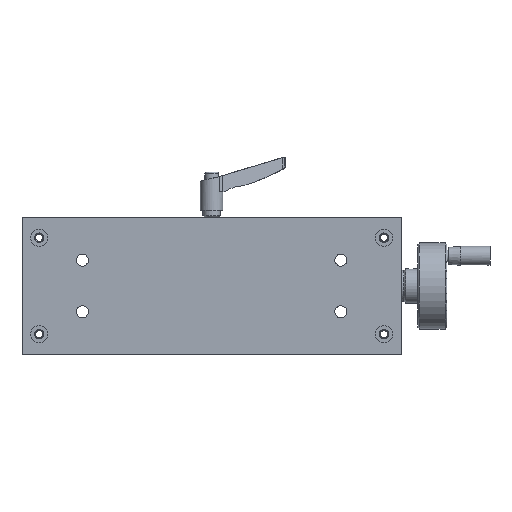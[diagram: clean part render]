
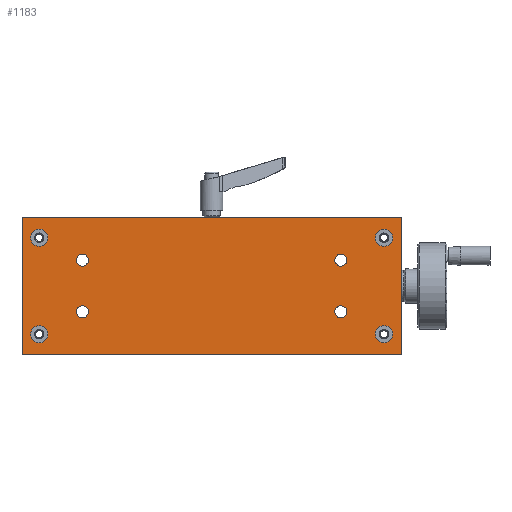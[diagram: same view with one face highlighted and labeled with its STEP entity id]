
A CAD part, front view. The second image highlights one B-rep face of the part: STEP entity #1183.
In plain terms, the highlighted planar face has unit normal (0, -1, 0).
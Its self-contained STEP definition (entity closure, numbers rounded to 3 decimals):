
#30 = EDGE_CURVE ( 'NONE', #1985, #1985, #3535, .T. ) ;
#84 = DIRECTION ( 'NONE',  ( 0., 1., 0. ) ) ;
#126 = DIRECTION ( 'NONE',  ( 0., 0., 1. ) ) ;
#141 = CARTESIAN_POINT ( 'NONE',  ( 75., 0., -11.5 ) ) ;
#149 = EDGE_CURVE ( 'NONE', #1867, #1867, #5121, .T. ) ;
#193 = ORIENTED_EDGE ( 'NONE', *, *, #5657, .F. ) ;
#242 = ORIENTED_EDGE ( 'NONE', *, *, #5875, .F. ) ;
#243 = EDGE_LOOP ( 'NONE', ( #6029 ) ) ;
#481 = DIRECTION ( 'NONE',  ( 0., 0., 1. ) ) ;
#487 = EDGE_CURVE ( 'NONE', #4258, #3606, #2176, .T. ) ;
#524 = CIRCLE ( 'NONE', #4760, 5. ) ;
#550 = AXIS2_PLACEMENT_3D ( 'NONE', #1456, #5802, #2413 ) ;
#592 = CARTESIAN_POINT ( 'NONE',  ( -110., 0., 40. ) ) ;
#676 = FACE_BOUND ( 'NONE', #3003, .T. ) ;
#716 = CARTESIAN_POINT ( 'NONE',  ( -75., 0., 15. ) ) ;
#737 = EDGE_LOOP ( 'NONE', ( #1613 ) ) ;
#817 = EDGE_LOOP ( 'NONE', ( #4414 ) ) ;
#872 = DIRECTION ( 'NONE',  ( 0., 0., 1. ) ) ;
#911 = EDGE_CURVE ( 'NONE', #3891, #3891, #5325, .T. ) ;
#927 = CARTESIAN_POINT ( 'NONE',  ( 75., 0., 18.5 ) ) ;
#1027 = DIRECTION ( 'NONE',  ( 0., 0., 1. ) ) ;
#1038 = VERTEX_POINT ( 'NONE', #141 ) ;
#1043 = DIRECTION ( 'NONE',  ( 0., 0., -1. ) ) ;
#1091 = DIRECTION ( 'NONE',  ( 0., -1., 0. ) ) ;
#1183 = ADVANCED_FACE ( 'NONE', ( #3888, #3482, #3457, #3923, #2074, #4385, #1481, #2970, #676 ), #1546, .F. ) ;
#1229 = VECTOR ( 'NONE', #1043, 1000. ) ;
#1249 = DIRECTION ( 'NONE',  ( 0., -1., 0. ) ) ;
#1347 = ORIENTED_EDGE ( 'NONE', *, *, #1859, .F. ) ;
#1456 = CARTESIAN_POINT ( 'NONE',  ( 75., 0., -15. ) ) ;
#1481 = FACE_BOUND ( 'NONE', #3244, .T. ) ;
#1546 = PLANE ( 'NONE',  #6013 ) ;
#1586 = AXIS2_PLACEMENT_3D ( 'NONE', #4512, #3639, #4106 ) ;
#1613 = ORIENTED_EDGE ( 'NONE', *, *, #4955, .F. ) ;
#1655 = CARTESIAN_POINT ( 'NONE',  ( -110., 0., 40. ) ) ;
#1841 = CARTESIAN_POINT ( 'NONE',  ( 75., 0., 15. ) ) ;
#1859 = EDGE_CURVE ( 'NONE', #4447, #4447, #2299, .T. ) ;
#1867 = VERTEX_POINT ( 'NONE', #927 ) ;
#1948 = CARTESIAN_POINT ( 'NONE',  ( 100., 0., 28. ) ) ;
#1985 = VERTEX_POINT ( 'NONE', #3428 ) ;
#2015 = EDGE_LOOP ( 'NONE', ( #2550 ) ) ;
#2069 = VERTEX_POINT ( 'NONE', #4440 ) ;
#2074 = FACE_BOUND ( 'NONE', #737, .T. ) ;
#2176 = LINE ( 'NONE', #3645, #4439 ) ;
#2200 = EDGE_CURVE ( 'NONE', #2657, #2657, #524, .T. ) ;
#2247 = DIRECTION ( 'NONE',  ( 0., -1., 0. ) ) ;
#2299 = CIRCLE ( 'NONE', #5053, 5. ) ;
#2344 = CARTESIAN_POINT ( 'NONE',  ( 110., 0., -40. ) ) ;
#2413 = DIRECTION ( 'NONE',  ( 0., 0., 1. ) ) ;
#2444 = AXIS2_PLACEMENT_3D ( 'NONE', #716, #1091, #2611 ) ;
#2453 = CARTESIAN_POINT ( 'NONE',  ( 100., 0., -28. ) ) ;
#2459 = AXIS2_PLACEMENT_3D ( 'NONE', #1841, #5164, #1027 ) ;
#2550 = ORIENTED_EDGE ( 'NONE', *, *, #2200, .F. ) ;
#2611 = DIRECTION ( 'NONE',  ( 0., 0., -1. ) ) ;
#2638 = DIRECTION ( 'NONE',  ( -1., 0., 0. ) ) ;
#2657 = VERTEX_POINT ( 'NONE', #5861 ) ;
#2723 = CARTESIAN_POINT ( 'NONE',  ( -110., 0., -40. ) ) ;
#2970 = FACE_BOUND ( 'NONE', #817, .T. ) ;
#3003 = EDGE_LOOP ( 'NONE', ( #193 ) ) ;
#3006 = ORIENTED_EDGE ( 'NONE', *, *, #5784, .F. ) ;
#3211 = CIRCLE ( 'NONE', #550, 3.5 ) ;
#3244 = EDGE_LOOP ( 'NONE', ( #1347 ) ) ;
#3326 = CIRCLE ( 'NONE', #2444, 3.5 ) ;
#3359 = DIRECTION ( 'NONE',  ( 0., 0., -1. ) ) ;
#3425 = CARTESIAN_POINT ( 'NONE',  ( -110., 0., 40. ) ) ;
#3428 = CARTESIAN_POINT ( 'NONE',  ( -100., 0., 23. ) ) ;
#3444 = EDGE_LOOP ( 'NONE', ( #5181, #3884, #3006, #4250 ) ) ;
#3457 = FACE_BOUND ( 'NONE', #5189, .T. ) ;
#3482 = FACE_BOUND ( 'NONE', #4216, .T. ) ;
#3535 = CIRCLE ( 'NONE', #5219, 5. ) ;
#3560 = DIRECTION ( 'NONE',  ( 1., 0., 0. ) ) ;
#3596 = VERTEX_POINT ( 'NONE', #4524 ) ;
#3606 = VERTEX_POINT ( 'NONE', #2723 ) ;
#3621 = DIRECTION ( 'NONE',  ( 0., 0., -1. ) ) ;
#3639 = DIRECTION ( 'NONE',  ( 0., -1., 0. ) ) ;
#3645 = CARTESIAN_POINT ( 'NONE',  ( -110., 0., -40. ) ) ;
#3746 = EDGE_CURVE ( 'NONE', #5577, #4258, #4321, .T. ) ;
#3825 = CARTESIAN_POINT ( 'NONE',  ( 110., 0., 40. ) ) ;
#3884 = ORIENTED_EDGE ( 'NONE', *, *, #5963, .F. ) ;
#3888 = FACE_OUTER_BOUND ( 'NONE', #3444, .T. ) ;
#3891 = VERTEX_POINT ( 'NONE', #4700 ) ;
#3923 = FACE_BOUND ( 'NONE', #243, .T. ) ;
#3982 = ORIENTED_EDGE ( 'NONE', *, *, #149, .F. ) ;
#4106 = DIRECTION ( 'NONE',  ( 0., 0., -1. ) ) ;
#4146 = CARTESIAN_POINT ( 'NONE',  ( -100., 0., 28. ) ) ;
#4214 = LINE ( 'NONE', #5258, #5290 ) ;
#4216 = EDGE_LOOP ( 'NONE', ( #242 ) ) ;
#4250 = ORIENTED_EDGE ( 'NONE', *, *, #487, .F. ) ;
#4258 = VERTEX_POINT ( 'NONE', #2344 ) ;
#4321 = LINE ( 'NONE', #3825, #1229 ) ;
#4364 = DIRECTION ( 'NONE',  ( 0., -1., 0. ) ) ;
#4385 = FACE_BOUND ( 'NONE', #2015, .T. ) ;
#4411 = CIRCLE ( 'NONE', #5586, 5. ) ;
#4414 = ORIENTED_EDGE ( 'NONE', *, *, #30, .F. ) ;
#4439 = VECTOR ( 'NONE', #2638, 1000. ) ;
#4440 = CARTESIAN_POINT ( 'NONE',  ( -100., 0., -23. ) ) ;
#4447 = VERTEX_POINT ( 'NONE', #5460 ) ;
#4512 = CARTESIAN_POINT ( 'NONE',  ( -75., 0., -15. ) ) ;
#4524 = CARTESIAN_POINT ( 'NONE',  ( -75., 0., 11.5 ) ) ;
#4676 = VERTEX_POINT ( 'NONE', #592 ) ;
#4700 = CARTESIAN_POINT ( 'NONE',  ( -75., 0., -18.5 ) ) ;
#4760 = AXIS2_PLACEMENT_3D ( 'NONE', #1948, #5706, #3359 ) ;
#4955 = EDGE_CURVE ( 'NONE', #1038, #1038, #3211, .T. ) ;
#5053 = AXIS2_PLACEMENT_3D ( 'NONE', #2453, #4364, #126 ) ;
#5099 = VECTOR ( 'NONE', #3560, 1000. ) ;
#5113 = CARTESIAN_POINT ( 'NONE',  ( -100., 0., -28. ) ) ;
#5121 = CIRCLE ( 'NONE', #2459, 3.5 ) ;
#5164 = DIRECTION ( 'NONE',  ( 0., -1., 0. ) ) ;
#5181 = ORIENTED_EDGE ( 'NONE', *, *, #3746, .F. ) ;
#5189 = EDGE_LOOP ( 'NONE', ( #3982 ) ) ;
#5219 = AXIS2_PLACEMENT_3D ( 'NONE', #4146, #2247, #3621 ) ;
#5258 = CARTESIAN_POINT ( 'NONE',  ( -110., 0., 40. ) ) ;
#5290 = VECTOR ( 'NONE', #481, 1000. ) ;
#5325 = CIRCLE ( 'NONE', #1586, 3.5 ) ;
#5340 = DIRECTION ( 'NONE',  ( 0., 0., 1. ) ) ;
#5460 = CARTESIAN_POINT ( 'NONE',  ( 100., 0., -23. ) ) ;
#5577 = VERTEX_POINT ( 'NONE', #6056 ) ;
#5586 = AXIS2_PLACEMENT_3D ( 'NONE', #5113, #1249, #872 ) ;
#5657 = EDGE_CURVE ( 'NONE', #2069, #2069, #4411, .T. ) ;
#5706 = DIRECTION ( 'NONE',  ( 0., -1., 0. ) ) ;
#5784 = EDGE_CURVE ( 'NONE', #3606, #4676, #4214, .T. ) ;
#5802 = DIRECTION ( 'NONE',  ( 0., -1., 0. ) ) ;
#5861 = CARTESIAN_POINT ( 'NONE',  ( 100., 0., 23. ) ) ;
#5873 = LINE ( 'NONE', #1655, #5099 ) ;
#5875 = EDGE_CURVE ( 'NONE', #3596, #3596, #3326, .T. ) ;
#5963 = EDGE_CURVE ( 'NONE', #4676, #5577, #5873, .T. ) ;
#6013 = AXIS2_PLACEMENT_3D ( 'NONE', #3425, #84, #5340 ) ;
#6029 = ORIENTED_EDGE ( 'NONE', *, *, #911, .F. ) ;
#6056 = CARTESIAN_POINT ( 'NONE',  ( 110., 0., 40. ) ) ;
